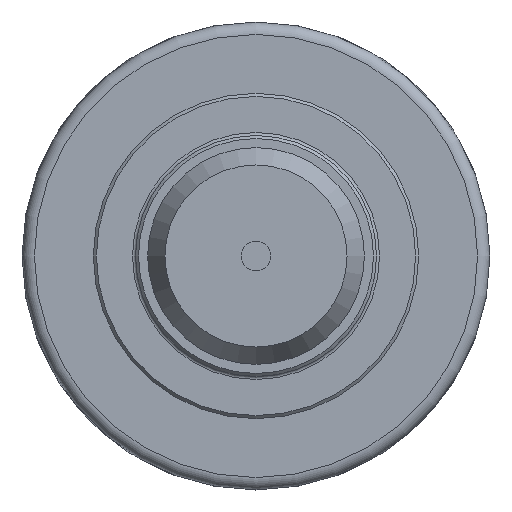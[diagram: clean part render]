
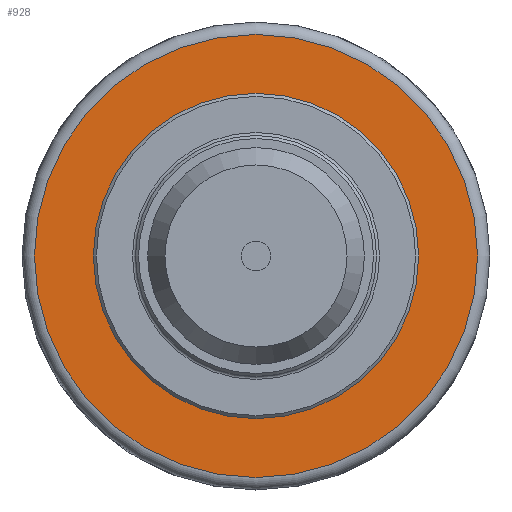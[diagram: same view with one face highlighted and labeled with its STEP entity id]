
A CAD part, left-side view. The second image highlights one B-rep face of the part: STEP entity #928.
In plain terms, the highlighted planar face has unit normal (-1, 0, 0).
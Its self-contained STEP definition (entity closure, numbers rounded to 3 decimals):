
#35=FACE_BOUND('',#214,.T.);
#61=CIRCLE('',#1024,26.);
#65=CIRCLE('',#1030,36.785);
#66=CIRCLE('',#1031,36.785);
#147=FACE_OUTER_BOUND('',#213,.T.);
#213=EDGE_LOOP('',(#761,#762));
#214=EDGE_LOOP('',(#763));
#435=VERTEX_POINT('',#1556);
#439=VERTEX_POINT('',#1567);
#440=VERTEX_POINT('',#1568);
#551=EDGE_CURVE('',#435,#435,#61,.T.);
#556=EDGE_CURVE('',#439,#440,#65,.T.);
#557=EDGE_CURVE('',#440,#439,#66,.T.);
#761=ORIENTED_EDGE('',*,*,#556,.F.);
#762=ORIENTED_EDGE('',*,*,#557,.F.);
#763=ORIENTED_EDGE('',*,*,#551,.T.);
#884=PLANE('',#1029);
#928=ADVANCED_FACE('',(#147,#35),#884,.T.);
#1024=AXIS2_PLACEMENT_3D('',#1557,#1259,#1260);
#1029=AXIS2_PLACEMENT_3D('',#1566,#1270,#1271);
#1030=AXIS2_PLACEMENT_3D('',#1569,#1272,#1273);
#1031=AXIS2_PLACEMENT_3D('',#1570,#1274,#1275);
#1259=DIRECTION('center_axis',(1.,0.,0.));
#1260=DIRECTION('ref_axis',(0.,-1.,0.));
#1270=DIRECTION('center_axis',(-1.,0.,0.));
#1271=DIRECTION('ref_axis',(0.,0.,
1.));
#1272=DIRECTION('center_axis',(1.,0.,0.));
#1273=DIRECTION('ref_axis',(0.,-1.,0.));
#1274=DIRECTION('center_axis',(1.,0.,0.));
#1275=DIRECTION('ref_axis',(0.,-1.,0.));
#1556=CARTESIAN_POINT('',(18.,26.,0.));
#1557=CARTESIAN_POINT('Origin',(18.,0.,0.));
#1566=CARTESIAN_POINT('Origin',(18.,34.078,0.));
#1567=CARTESIAN_POINT('',(18.,36.785,0.));
#1568=CARTESIAN_POINT('',(18.,0.,36.785));
#1569=CARTESIAN_POINT('Origin',(18.,0.,0.));
#1570=CARTESIAN_POINT('Origin',(18.,0.,0.));
